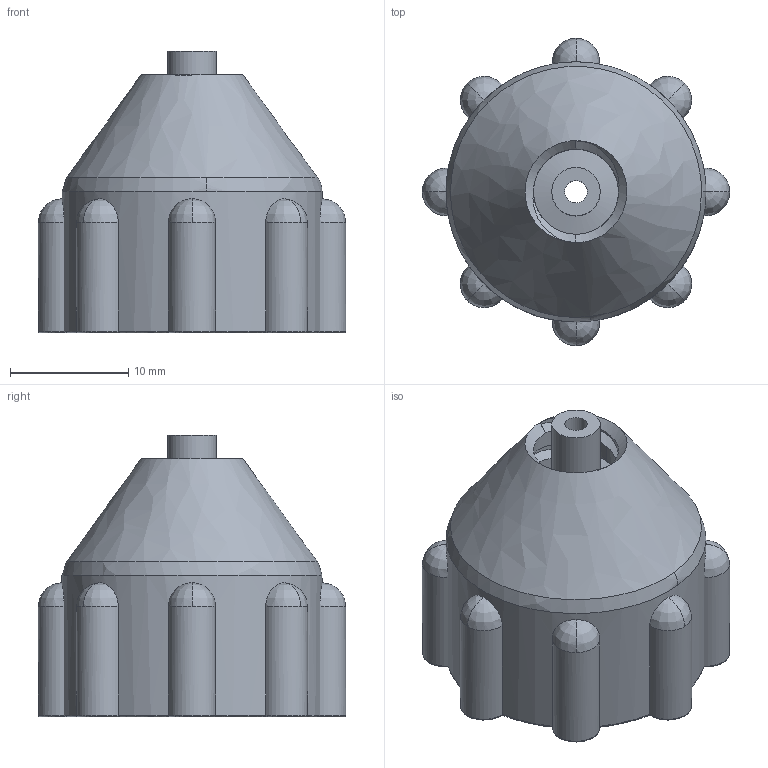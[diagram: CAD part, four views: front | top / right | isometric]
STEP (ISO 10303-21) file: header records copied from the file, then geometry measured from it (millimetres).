
FILE_DESCRIPTION(/* description */ (''),/* implementation_level */ '2;1');
FILE_NAME(/* name */ 'Glue_bottle-syringe_thread',/* time_stamp */ '2025-12-05T12:05:13+01:00',/* author */ (''),/* organization */ (''),/* preprocessor_version */ 'ST-DEVELOPER v19.2',/* originating_system */ 'Rhino 8.26',/* authorisation */ '');
FILE_SCHEMA (('CONFIG_CONTROL_DESIGN'));
Length unit declared in the file: millimetre
Products named in the file (1): Document
Bounding box: 26 x 26 x 23.84 mm (x, y, z)
Volume: 4501.9 mm3; surface area: 3728.8 mm2
Topology: 1 solids, 1 shells, 101 faces, 271 edges, 157 vertices
Faces by surface type: bspline 65, cylinder 24, plane 12
Full cylindrical faces by diameter (mm): 1.9 x1, 4.1 x1, 12.55 x1, 22 x1
Entity records: 11747 total; most frequent: CARTESIAN_POINT 9862, ORIENTED_EDGE 520, EDGE_CURVE 260, DIRECTION 188, VERTEX_POINT 161, AXIS2_PLACEMENT_3D 112, EDGE_LOOP 104, ADVANCED_FACE 101
